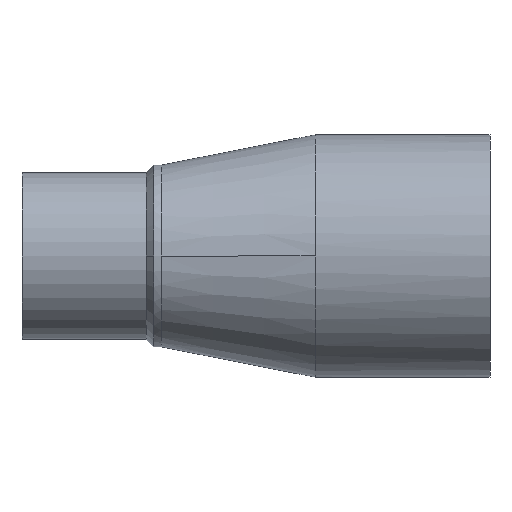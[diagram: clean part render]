
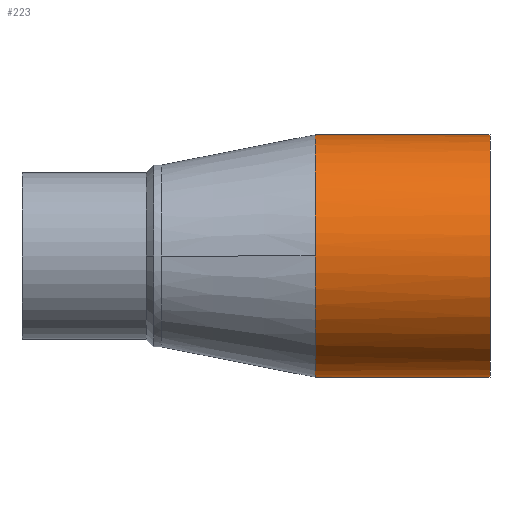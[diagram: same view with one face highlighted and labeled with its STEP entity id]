
A CAD part, front view. The second image highlights one B-rep face of the part: STEP entity #223.
In plain terms, the highlighted cylindrical face has radius 80 mm (diameter 160 mm), a partial arc.
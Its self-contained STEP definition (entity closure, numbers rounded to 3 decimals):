
#153 = VERTEX_POINT( '', #375 );
#155 = VERTEX_POINT( '', #377 );
#165 = VERTEX_POINT( '', #388 );
#167 = VERTEX_POINT( '', #390 );
#221 = EDGE_CURVE( '', #153, #237, #444, .T. );
#223 = ADVANCED_FACE( '', ( #446 ), #447, .T. );
#237 = VERTEX_POINT( '', #463 );
#241 = EDGE_CURVE( '', #237, #155, #468, .T. );
#245 = EDGE_CURVE( '', #155, #167, #473, .T. );
#253 = EDGE_CURVE( '', #165, #153, #481, .T. );
#311 = EDGE_CURVE( '', #167, #165, #543, .T. );
#375 = CARTESIAN_POINT( '', ( 193.5, 0., -80. ) );
#377 = CARTESIAN_POINT( '', ( 309., 0., 80. ) );
#388 = CARTESIAN_POINT( '', ( 193.5, -80., 0. ) );
#390 = CARTESIAN_POINT( '', ( 193.5, 0., 80. ) );
#444 = LINE( '', #764, #765 );
#446 = FACE_OUTER_BOUND( '', #767, .T. );
#447 = CYLINDRICAL_SURFACE( '', #768, 80. );
#463 = CARTESIAN_POINT( '', ( 309., 0., -80. ) );
#468 = CIRCLE( '', #1058, 80. );
#473 = LINE( '', #1327, #1328 );
#481 = B_SPLINE_CURVE_WITH_KNOTS( '', 3, ( #1339, #1340, #1341, #1342, #1343, #1344, #1345, #1346, #1347, #1348, #1349 ), .UNSPECIFIED., .F., .F., ( 4, 1, 1, 1, 1, 1, 1, 1, 4 ), ( 3.142, 3.338, 3.534, 3.731, 3.927, 4.123, 4.32, 4.516, 4.712 ), .UNSPECIFIED. );
#543 = B_SPLINE_CURVE_WITH_KNOTS( '', 3, ( #1833, #1834, #1835, #1836, #1837, #1838, #1839, #1840, #1841, #1842, #1843 ), .UNSPECIFIED., .F., .F., ( 4, 1, 1, 1, 1, 1, 1, 1, 4 ), ( 1.571, 1.767, 1.963, 2.16, 2.356, 2.553, 2.749, 2.945, 3.142 ), .UNSPECIFIED. );
#764 = CARTESIAN_POINT( '', ( 193.5, 0., -80. ) );
#765 = VECTOR( '', #2218, 1. );
#767 = EDGE_LOOP( '', ( #2220, #2221, #2222, #2223, #2224 ) );
#768 = AXIS2_PLACEMENT_3D( '', #2225, #2226, #2227 );
#1058 = AXIS2_PLACEMENT_3D( '', #2256, #2257, #2258 );
#1327 = CARTESIAN_POINT( '', ( 193.5, 0., 80. ) );
#1328 = VECTOR( '', #2266, 1. );
#1339 = CARTESIAN_POINT( '', ( 193.5, -80., 0. ) );
#1340 = CARTESIAN_POINT( '', ( 193.5, -80., -5.236 ) );
#1341 = CARTESIAN_POINT( '', ( 193.5, -78.969, -15.708 ) );
#1342 = CARTESIAN_POINT( '', ( 193.5, -74.387, -30.812 ) );
#1343 = CARTESIAN_POINT( '', ( 193.5, -66.946, -44.732 ) );
#1344 = CARTESIAN_POINT( '', ( 193.5, -56.933, -56.933 ) );
#1345 = CARTESIAN_POINT( '', ( 193.5, -44.732, -66.946 ) );
#1346 = CARTESIAN_POINT( '', ( 193.5, -30.812, -74.387 ) );
#1347 = CARTESIAN_POINT( '', ( 193.5, -15.708, -78.969 ) );
#1348 = CARTESIAN_POINT( '', ( 193.5, -5.236, -80. ) );
#1349 = CARTESIAN_POINT( '', ( 193.5, 0., -80. ) );
#1833 = CARTESIAN_POINT( '', ( 193.5, 0., 80. ) );
#1834 = CARTESIAN_POINT( '', ( 193.5, -5.236, 80. ) );
#1835 = CARTESIAN_POINT( '', ( 193.5, -15.708, 78.969 ) );
#1836 = CARTESIAN_POINT( '', ( 193.5, -30.812, 74.387 ) );
#1837 = CARTESIAN_POINT( '', ( 193.5, -44.732, 66.946 ) );
#1838 = CARTESIAN_POINT( '', ( 193.5, -56.933, 56.933 ) );
#1839 = CARTESIAN_POINT( '', ( 193.5, -66.946, 44.732 ) );
#1840 = CARTESIAN_POINT( '', ( 193.5, -74.387, 30.812 ) );
#1841 = CARTESIAN_POINT( '', ( 193.5, -78.969, 15.708 ) );
#1842 = CARTESIAN_POINT( '', ( 193.5, -80., 5.236 ) );
#1843 = CARTESIAN_POINT( '', ( 193.5, -80., 0. ) );
#2218 = DIRECTION( '', ( 1., 0., 0. ) );
#2220 = ORIENTED_EDGE( '', *, *, #221, .T. );
#2221 = ORIENTED_EDGE( '', *, *, #241, .T. );
#2222 = ORIENTED_EDGE( '', *, *, #245, .T. );
#2223 = ORIENTED_EDGE( '', *, *, #311, .T. );
#2224 = ORIENTED_EDGE( '', *, *, #253, .T. );
#2225 = CARTESIAN_POINT( '', ( 193.5, 0., 0. ) );
#2226 = DIRECTION( '', ( -1., 0., 0. ) );
#2227 = DIRECTION( '', ( 0., 0., -1. ) );
#2256 = CARTESIAN_POINT( '', ( 309., 0., 0. ) );
#2257 = DIRECTION( '', ( -1., 0., 0. ) );
#2258 = DIRECTION( '', ( 0., 0., -1. ) );
#2266 = DIRECTION( '', ( -1., 0., 0. ) );
